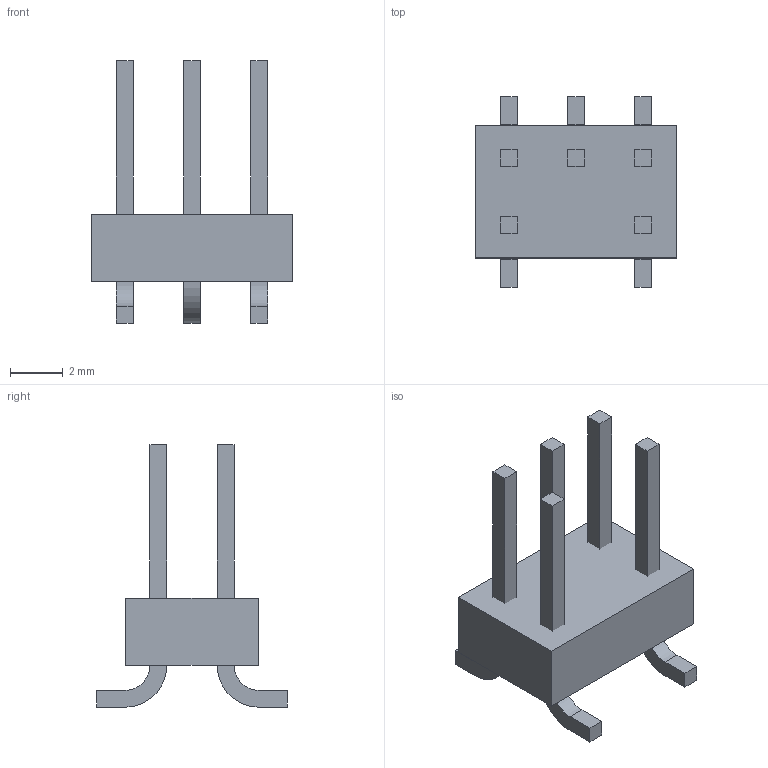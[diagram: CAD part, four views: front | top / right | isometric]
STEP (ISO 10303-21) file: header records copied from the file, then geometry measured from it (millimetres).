
FILE_DESCRIPTION(('FreeCAD Model'),'2;1');
FILE_NAME('Open CASCADE Shape Model','2021-06-04T17:48:48',('Author'),( ''),'Open CASCADE STEP processor 7.5','FreeCAD','Unknown');
FILE_SCHEMA(('AUTOMOTIVE_DESIGN { 1 0 10303 214 1 1 1 1 }'));
Length unit declared in the file: millimetre
Products named in the file (7): Unnamed; body; pin 001; pin 002; pin 003; pin 004; pin 005
Assembly tree (6 placements, depth 2):
  Unnamed
    body
    pin 001
    pin 002
    pin 003
    pin 004
    pin 005
Bounding box: 7.62 x 7.2 x 9.93 mm (x, y, z)
Volume: 120.1 mm3; surface area: 290.3 mm2
Topology: 6 solids, 6 shells, 56 faces, 132 edges, 88 vertices
Faces by surface type: plane 46, cylinder 10
Entity records: 3483 total; most frequent: CARTESIAN_POINT 547, DIRECTION 542, LINE 356, VECTOR 356, ORIENTED_EDGE 264, PCURVE 264, DEFINITIONAL_REPRESENTATION 264, EDGE_CURVE 132
